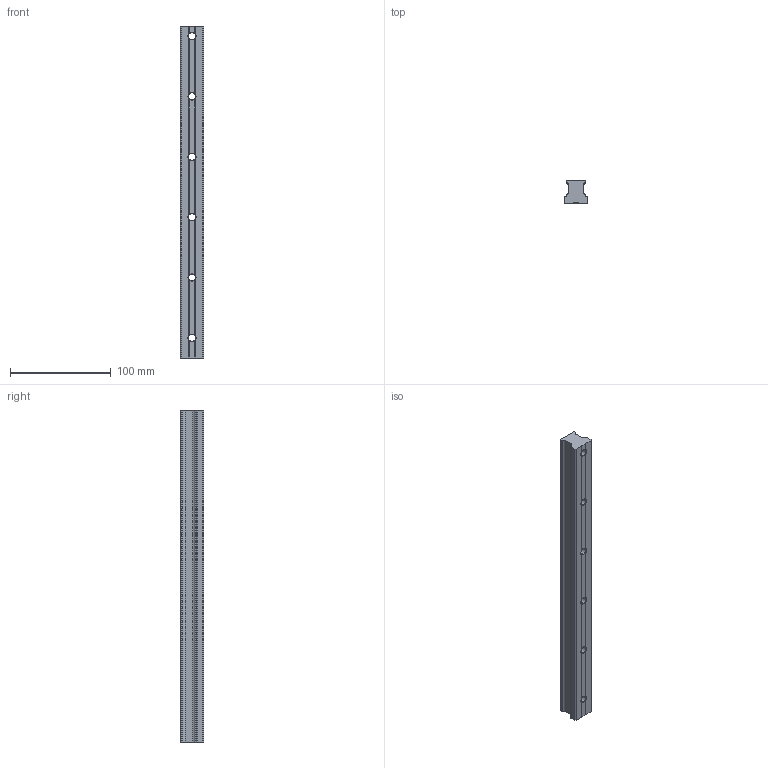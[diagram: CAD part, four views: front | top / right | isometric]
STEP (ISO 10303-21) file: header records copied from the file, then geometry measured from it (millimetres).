
FILE_DESCRIPTION (( 'STEP AP214' ), '1' );
FILE_NAME ('AR25M-rail.STEP', '2012-02-14T01:43:19', ( '' ), ( '' ), 'SwSTEP 2.0', 'SolidWorks 2010', '' );
FILE_SCHEMA (( 'AUTOMOTIVE_DESIGN' ));
Length unit declared in the file: millimetre
Products named in the file (1): AR25M-rail
Bounding box: 23 x 23 x 330 mm (x, y, z)
Volume: 130289 mm3; surface area: 34860.8 mm2
Topology: 1 solids, 1 shells, 108 faces, 294 edges, 188 vertices
Faces by surface type: plane 46, cylinder 38, cone 24
Entity records: 3512 total; most frequent: CARTESIAN_POINT 663, DIRECTION 612, ORIENTED_EDGE 588, EDGE_CURVE 294, AXIS2_PLACEMENT_3D 233, VERTEX_POINT 188, LINE 146, VECTOR 146
